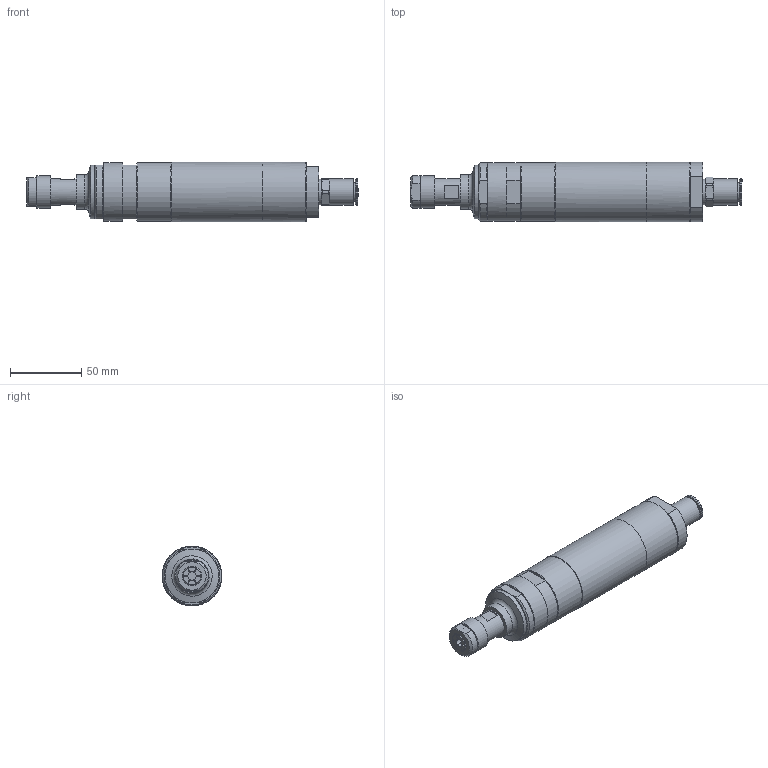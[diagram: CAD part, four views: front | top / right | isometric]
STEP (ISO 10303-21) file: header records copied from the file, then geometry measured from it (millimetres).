
FILE_DESCRIPTION(/* description */ (''),/* implementation_level */ '2;1');
FILE_NAME(/* name */ 'EBM 1200 S_60003857.stp',/* time_stamp */ '2019-01-09T13:25:44+01:00',/* author */ ('flambert'),/* organization */ (''),/* preprocessor_version */ 'ST-DEVELOPER v17',/* originating_system */ 'Autodesk Inventor 2018',/* authorisation */ '');
FILE_SCHEMA (('AUTOMOTIVE_DESIGN { 1 0 10303 214 3 1 1 }'));
Length unit declared in the file: millimetre
Products named in the file (1): EBM 1200 S_60003857
Bounding box: 233.67 x 42 x 42 mm (x, y, z)
Volume: 238057 mm3; surface area: 34615.9 mm2
Topology: 1 solids, 1 shells, 237 faces, 707 edges, 452 vertices
Faces by surface type: plane 109, cone 68, cylinder 58, torus 2
Full cylindrical faces by diameter (mm): 6 x1, 9.525 x1, 10.5 x1, 12 x1, 13.2 x2, 17.917 x1, 18 x1, 18.5 x2, 19 x2, 23 x1, 24 x1, 36 x1, 38 x1, 41.5 x2, 42 x2
Entity records: 8362 total; most frequent: CARTESIAN_POINT 1816, ORIENTED_EDGE 1414, DIRECTION 1331, EDGE_CURVE 707, AXIS2_PLACEMENT_3D 557, VERTEX_POINT 452, CIRCLE 319, EDGE_LOOP 253
